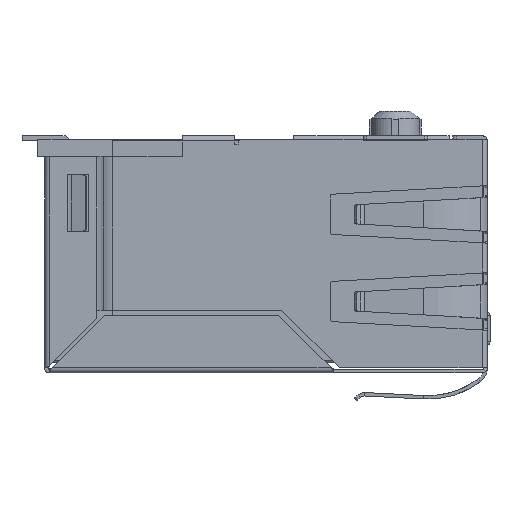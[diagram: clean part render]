
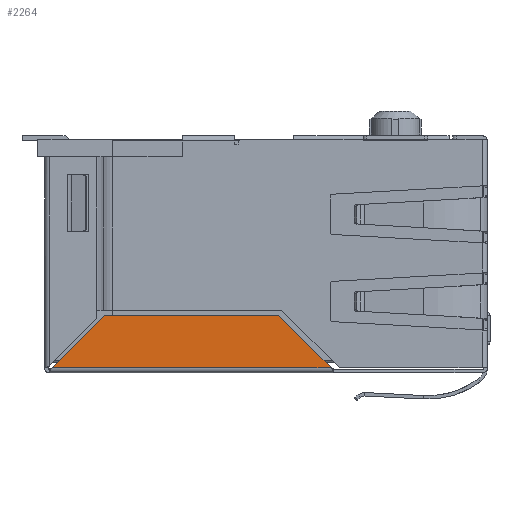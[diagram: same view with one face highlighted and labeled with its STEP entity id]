
A CAD part, left-side view. The second image highlights one B-rep face of the part: STEP entity #2264.
In plain terms, the highlighted planar face has unit normal (-1, 0, 0).
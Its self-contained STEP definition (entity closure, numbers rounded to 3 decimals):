
#2264 = ADVANCED_FACE( '', ( #4908 ), #4909, .T. );
#4908 = FACE_OUTER_BOUND( '', #8328, .T. );
#4909 = PLANE( '', #8329 );
#8328 = EDGE_LOOP( '', ( #15252, #15253, #15254, #15255 ) );
#8329 = AXIS2_PLACEMENT_3D( '', #15256, #15257, #15258 );
#15252 = ORIENTED_EDGE( '', *, *, #21064, .T. );
#15253 = ORIENTED_EDGE( '', *, *, #19937, .T. );
#15254 = ORIENTED_EDGE( '', *, *, #20862, .T. );
#15255 = ORIENTED_EDGE( '', *, *, #21558, .T. );
#15256 = CARTESIAN_POINT( '', ( -8.05, 12.4, -6.43 ) );
#15257 = DIRECTION( '', ( -1., 0., 0. ) );
#15258 = DIRECTION( '', ( 0., 0., 1. ) );
#19937 = EDGE_CURVE( '', #24191, #24197, #24199, .T. );
#20862 = EDGE_CURVE( '', #24197, #25668, #25671, .T. );
#21064 = EDGE_CURVE( '', #25977, #24191, #25978, .T. );
#21558 = EDGE_CURVE( '', #25668, #25977, #26679, .T. );
#24191 = VERTEX_POINT( '', #30141 );
#24197 = VERTEX_POINT( '', #30151 );
#24199 = LINE( '', #30156, #30157 );
#25668 = VERTEX_POINT( '', #32487 );
#25671 = LINE( '', #32491, #32492 );
#25977 = VERTEX_POINT( '', #32976 );
#25978 = LINE( '', #32977, #32978 );
#26679 = LINE( '', #34114, #34115 );
#30141 = CARTESIAN_POINT( '', ( -8.05, 12.27, -6.3 ) );
#30151 = CARTESIAN_POINT( '', ( -8.05, -3.73, -6.3 ) );
#30156 = CARTESIAN_POINT( '', ( -8.05, 12.27, -6.3 ) );
#30157 = VECTOR( '', #37559, 1000. );
#32487 = CARTESIAN_POINT( '', ( -8.05, -0.73, -3.3 ) );
#32491 = CARTESIAN_POINT( '', ( -8.05, -3.861, -6.43 ) );
#32492 = VECTOR( '', #38406, 1000. );
#32976 = CARTESIAN_POINT( '', ( -8.05, 9.27, -3.3 ) );
#32977 = CARTESIAN_POINT( '', ( -8.05, 9.27, -3.3 ) );
#32978 = VECTOR( '', #38595, 1000. );
#34114 = CARTESIAN_POINT( '', ( -8.05, -0.73, -3.3 ) );
#34115 = VECTOR( '', #39019, 1000. );
#37559 = DIRECTION( '', ( 0., -1., 0. ) );
#38406 = DIRECTION( '', ( 0., 0.707, 0.707 ) );
#38595 = DIRECTION( '', ( 0., 0.707, -0.707 ) );
#39019 = DIRECTION( '', ( 0., 1., 0. ) );
